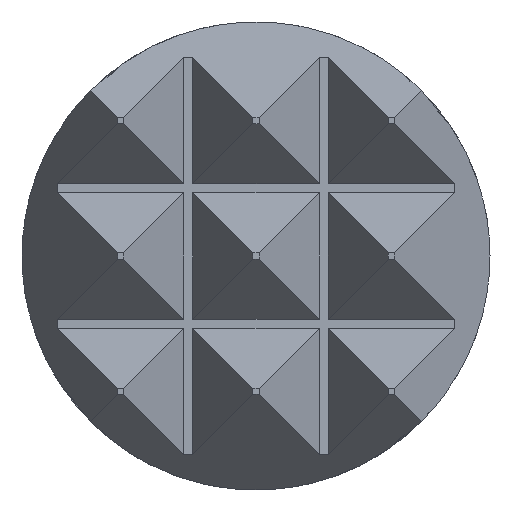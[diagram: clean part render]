
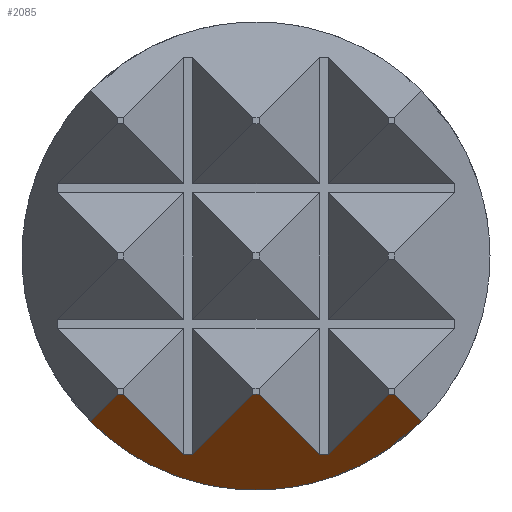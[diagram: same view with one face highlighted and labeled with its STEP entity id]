
A CAD part, left-side view. The second image highlights one B-rep face of the part: STEP entity #2085.
In plain terms, the highlighted planar face has unit normal (-0.5, 0, -0.866).
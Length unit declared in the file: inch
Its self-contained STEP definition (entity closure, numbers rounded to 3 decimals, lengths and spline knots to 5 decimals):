
#3 = FACE_OUTER_BOUND ( 'NONE', #2584, .T. ) ;
#29 = LINE ( 'NONE', #1043, #2586 ) ;
#47 = DIRECTION ( 'NONE',  ( 0., -1., 0. ) ) ;
#57 = VECTOR ( 'NONE', #242, 39.37008 ) ;
#62 = VECTOR ( 'NONE', #931, 39.37008 ) ;
#103 = CARTESIAN_POINT ( 'NONE',  ( -0.35, 0.044, -0.046 ) ) ;
#143 = DIRECTION ( 'NONE',  ( 0.5, 0., 0.866 ) ) ;
#237 = LINE ( 'NONE', #1128, #470 ) ;
#242 = DIRECTION ( 'NONE',  ( 0.775, -0.447, -0.447 ) ) ;
#274 = LINE ( 'NONE', #362, #1347 ) ;
#280 = VERTEX_POINT ( 'NONE', #767 ) ;
#327 = DIRECTION ( 'NONE',  ( 0.775, -0.447, -0.447 ) ) ;
#333 = VERTEX_POINT ( 'NONE', #2187 ) ;
#362 = CARTESIAN_POINT ( 'NONE',  ( -0.31536, -0.024, -0.066 ) ) ;
#381 = CARTESIAN_POINT ( 'NONE',  ( -0.33445, 0.05498, -0.05498 ) ) ;
#394 = LINE ( 'NONE', #2165, #62 ) ;
#427 = EDGE_CURVE ( 'NONE', #333, #1816, #1861, .T. ) ;
#456 = LINE ( 'NONE', #459, #57 ) ;
#459 = CARTESIAN_POINT ( 'NONE',  ( -0.35, -0.046, -0.046 ) ) ;
#470 = VECTOR ( 'NONE', #569, 39.37008 ) ;
#554 = EDGE_CURVE ( 'NONE', #2431, #1974, #1524, .T. ) ;
#569 = DIRECTION ( 'NONE',  ( 0., -1., 0. ) ) ;
#613 = DIRECTION ( 'NONE',  ( 0., -1., 0. ) ) ;
#728 = AXIS2_PLACEMENT_3D ( 'NONE', #1341, #143, #1564 ) ;
#754 = CARTESIAN_POINT ( 'NONE',  ( -0.33445, -0.05498, -0.05498 ) ) ;
#763 = CARTESIAN_POINT ( 'NONE',  ( -0.31536, 0.021, -0.066 ) ) ;
#767 = CARTESIAN_POINT ( 'NONE',  ( -0.35, -0.001, -0.046 ) ) ;
#772 = CARTESIAN_POINT ( 'NONE',  ( -0.31536, 0.021, -0.066 ) ) ;
#842 =( BOUNDED_CURVE ( )  B_SPLINE_CURVE ( 3, ( #754, #1786, #1574, #381 ),
 .UNSPECIFIED., .F., .F. ) 
 B_SPLINE_CURVE_WITH_KNOTS ( ( 4, 4 ),
 ( 5.49779, 7.06858 ),
 .UNSPECIFIED. ) 
 CURVE ( )  GEOMETRIC_REPRESENTATION_ITEM ( )  RATIONAL_B_SPLINE_CURVE ( ( 1., 0.805, 0.805, 1. ) ) 
 REPRESENTATION_ITEM ( '' )  );
#849 = ORIENTED_EDGE ( 'NONE', *, *, #1663, .F. ) ;
#931 = DIRECTION ( 'NONE',  ( 0.775, 0.447, -0.447 ) ) ;
#945 = VECTOR ( 'NONE', #1644, 39.37008 ) ;
#957 = CARTESIAN_POINT ( 'NONE',  ( -0.35, -0.044, -0.046 ) ) ;
#983 = ORIENTED_EDGE ( 'NONE', *, *, #1072, .F. ) ;
#1043 = CARTESIAN_POINT ( 'NONE',  ( -0.35, -0.07775, -0.046 ) ) ;
#1062 = ORIENTED_EDGE ( 'NONE', *, *, #427, .F. ) ;
#1072 = EDGE_CURVE ( 'NONE', #1365, #1492, #456, .T. ) ;
#1112 = ORIENTED_EDGE ( 'NONE', *, *, #554, .F. ) ;
#1124 = EDGE_CURVE ( 'NONE', #2606, #1650, #29, .T. ) ;
#1128 = CARTESIAN_POINT ( 'NONE',  ( -0.35, -0.07775, -0.046 ) ) ;
#1159 = CARTESIAN_POINT ( 'NONE',  ( -0.33445, 0.05498, -0.05498 ) ) ;
#1179 = CARTESIAN_POINT ( 'NONE',  ( -0.35, 0.046, -0.046 ) ) ;
#1214 = ORIENTED_EDGE ( 'NONE', *, *, #1124, .F. ) ;
#1218 = LINE ( 'NONE', #2493, #945 ) ;
#1251 = CARTESIAN_POINT ( 'NONE',  ( -0.31536, -0.024, -0.066 ) ) ;
#1305 = DIRECTION ( 'NONE',  ( 0., -1., 0. ) ) ;
#1334 = PLANE ( 'NONE',  #728 ) ;
#1337 = DIRECTION ( 'NONE',  ( -0.775, -0.447, 0.447 ) ) ;
#1341 = CARTESIAN_POINT ( 'NONE',  ( -0.29501, -0.07775, -0.07775 ) ) ;
#1347 = VECTOR ( 'NONE', #1337, 39.37008 ) ;
#1365 = VERTEX_POINT ( 'NONE', #1625 ) ;
#1384 = LINE ( 'NONE', #1410, #1531 ) ;
#1388 = CARTESIAN_POINT ( 'NONE',  ( -0.31536, -0.021, -0.066 ) ) ;
#1410 = CARTESIAN_POINT ( 'NONE',  ( -0.35, -0.07775, -0.046 ) ) ;
#1420 = CARTESIAN_POINT ( 'NONE',  ( -0.35, 0.044, -0.046 ) ) ;
#1492 = VERTEX_POINT ( 'NONE', #1515 ) ;
#1509 = VECTOR ( 'NONE', #1305, 39.37008 ) ;
#1515 = CARTESIAN_POINT ( 'NONE',  ( -0.33445, -0.05498, -0.05498 ) ) ;
#1521 = ORIENTED_EDGE ( 'NONE', *, *, #1699, .T. ) ;
#1524 = LINE ( 'NONE', #1954, #1509 ) ;
#1531 = VECTOR ( 'NONE', #2262, 39.37008 ) ;
#1536 = EDGE_CURVE ( 'NONE', #1650, #333, #2091, .T. ) ;
#1549 = ORIENTED_EDGE ( 'NONE', *, *, #1582, .F. ) ;
#1564 = DIRECTION ( 'NONE',  ( 0.866, 0., -0.5 ) ) ;
#1574 = CARTESIAN_POINT ( 'NONE',  ( -0.27867, 0.02277, -0.08718 ) ) ;
#1582 = EDGE_CURVE ( 'NONE', #1816, #2666, #1700, .T. ) ;
#1600 = DIRECTION ( 'NONE',  ( -0.775, -0.447, 0.447 ) ) ;
#1625 = CARTESIAN_POINT ( 'NONE',  ( -0.35, -0.046, -0.046 ) ) ;
#1638 = EDGE_CURVE ( 'NONE', #2666, #280, #1384, .T. ) ;
#1644 = DIRECTION ( 'NONE',  ( 0.775, -0.447, -0.447 ) ) ;
#1650 = VERTEX_POINT ( 'NONE', #1420 ) ;
#1663 = EDGE_CURVE ( 'NONE', #280, #2431, #1218, .T. ) ;
#1699 = EDGE_CURVE ( 'NONE', #2606, #2243, #394, .T. ) ;
#1700 = LINE ( 'NONE', #772, #2499 ) ;
#1736 = EDGE_CURVE ( 'NONE', #1974, #2225, #274, .T. ) ;
#1762 = ORIENTED_EDGE ( 'NONE', *, *, #1782, .F. ) ;
#1782 = EDGE_CURVE ( 'NONE', #2225, #1365, #237, .T. ) ;
#1786 = CARTESIAN_POINT ( 'NONE',  ( -0.27867, -0.02277, -0.08718 ) ) ;
#1813 = EDGE_CURVE ( 'NONE', #1492, #2243, #842, .T. ) ;
#1816 = VERTEX_POINT ( 'NONE', #763 ) ;
#1857 = VECTOR ( 'NONE', #613, 39.37008 ) ;
#1861 = LINE ( 'NONE', #2368, #1857 ) ;
#1954 = CARTESIAN_POINT ( 'NONE',  ( -0.31536, -0.07775, -0.066 ) ) ;
#1974 = VERTEX_POINT ( 'NONE', #1251 ) ;
#2050 = CARTESIAN_POINT ( 'NONE',  ( -0.35, 0.001, -0.046 ) ) ;
#2085 = ADVANCED_FACE ( 'NONE', ( #3 ), #1334, .F. ) ;
#2091 = LINE ( 'NONE', #103, #2536 ) ;
#2124 = ORIENTED_EDGE ( 'NONE', *, *, #1813, .F. ) ;
#2165 = CARTESIAN_POINT ( 'NONE',  ( -0.35, 0.046, -0.046 ) ) ;
#2178 = ORIENTED_EDGE ( 'NONE', *, *, #1638, .F. ) ;
#2187 = CARTESIAN_POINT ( 'NONE',  ( -0.31536, 0.024, -0.066 ) ) ;
#2225 = VERTEX_POINT ( 'NONE', #957 ) ;
#2243 = VERTEX_POINT ( 'NONE', #1159 ) ;
#2262 = DIRECTION ( 'NONE',  ( 0., -1., 0. ) ) ;
#2276 = ORIENTED_EDGE ( 'NONE', *, *, #1736, .F. ) ;
#2368 = CARTESIAN_POINT ( 'NONE',  ( -0.31536, -0.07775, -0.066 ) ) ;
#2431 = VERTEX_POINT ( 'NONE', #1388 ) ;
#2436 = ORIENTED_EDGE ( 'NONE', *, *, #1536, .F. ) ;
#2493 = CARTESIAN_POINT ( 'NONE',  ( -0.35, -0.001, -0.046 ) ) ;
#2499 = VECTOR ( 'NONE', #1600, 39.37008 ) ;
#2536 = VECTOR ( 'NONE', #327, 39.37008 ) ;
#2584 = EDGE_LOOP ( 'NONE', ( #983, #1762, #2276, #1112, #849, #2178, #1549, #1062, #2436, #1214, #1521, #2124 ) ) ;
#2586 = VECTOR ( 'NONE', #47, 39.37008 ) ;
#2606 = VERTEX_POINT ( 'NONE', #1179 ) ;
#2666 = VERTEX_POINT ( 'NONE', #2050 ) ;
